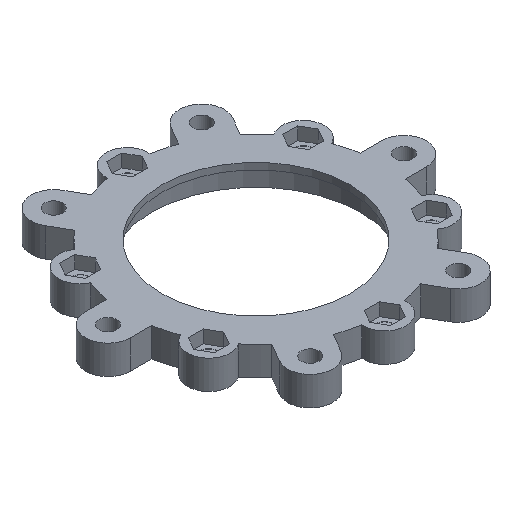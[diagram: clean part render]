
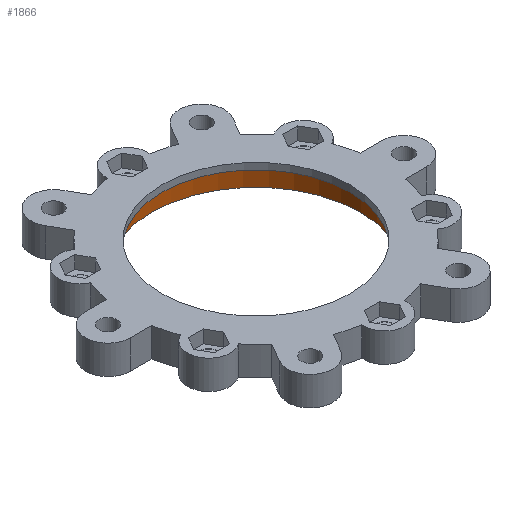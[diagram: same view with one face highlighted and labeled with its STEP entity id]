
A CAD part, isometric view. The second image highlights one B-rep face of the part: STEP entity #1866.
In plain terms, the highlighted cylindrical face has radius 32.5 mm (diameter 65 mm), a full revolution.
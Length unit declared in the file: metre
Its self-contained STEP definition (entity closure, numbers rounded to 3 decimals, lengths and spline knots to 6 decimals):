
#161=CIRCLE('',#2072,0.0325);
#168=CIRCLE('',#2080,0.0325);
#395=ORIENTED_EDGE('',*,*,#852,.T.);
#396=ORIENTED_EDGE('',*,*,#833,.F.);
#833=EDGE_CURVE('',#1071,#1071,#161,.T.);
#852=EDGE_CURVE('',#1084,#1084,#168,.T.);
#1071=VERTEX_POINT('',#3053);
#1084=VERTEX_POINT('',#3086);
#1529=EDGE_LOOP('',(#395));
#1530=EDGE_LOOP('',(#396));
#1695=FACE_BOUND('',#1529,.T.);
#1696=FACE_BOUND('',#1530,.T.);
#1820=CYLINDRICAL_SURFACE('',#2079,0.0325);
#1866=ADVANCED_FACE('',(#1695,#1696),#1820,.F.);
#2072=AXIS2_PLACEMENT_3D('',#3052,#2460,#2461);
#2079=AXIS2_PLACEMENT_3D('',#3084,#2486,#2487);
#2080=AXIS2_PLACEMENT_3D('',#3085,#2488,#2489);
#2460=DIRECTION('',(0.,0.,1.));
#2461=DIRECTION('',(1.,0.,0.));
#2486=DIRECTION('',(0.,0.,-1.));
#2487=DIRECTION('',(-1.,0.,0.));
#2488=DIRECTION('',(0.,0.,1.));
#2489=DIRECTION('',(1.,0.,0.));
#3052=CARTESIAN_POINT('',(0.,0.,0.017));
#3053=CARTESIAN_POINT('',(0.0325,0.,0.017));
#3084=CARTESIAN_POINT('',(0.,0.,0.024));
#3085=CARTESIAN_POINT('',(0.,0.,0.024));
#3086=CARTESIAN_POINT('',(0.0325,0.,0.024));
